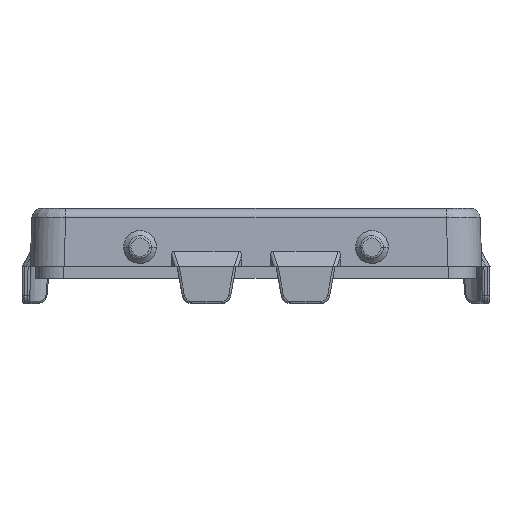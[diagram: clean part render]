
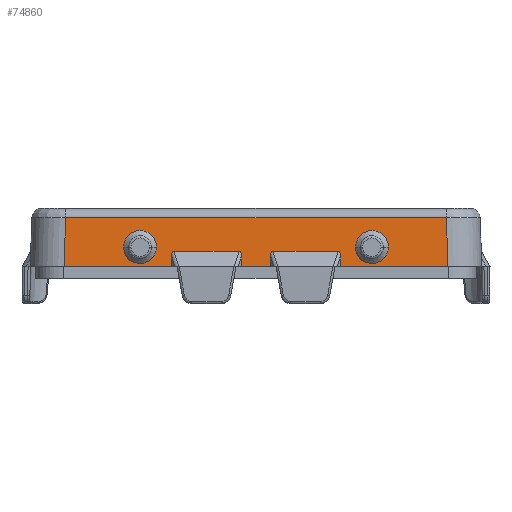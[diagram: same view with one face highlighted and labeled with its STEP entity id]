
A CAD part, front view. The second image highlights one B-rep face of the part: STEP entity #74860.
In plain terms, the highlighted face is planar.
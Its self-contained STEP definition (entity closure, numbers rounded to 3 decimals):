
#1020=CARTESIAN_POINT('',(21.148,-73.151,
-10.07));
#1030=VERTEX_POINT('',#1020);
#5970=CARTESIAN_POINT('',(21.5,-73.503,
0.));
#5980=VERTEX_POINT('',#5970);
#6030=CARTESIAN_POINT('',(21.5,-73.503,0.))
;
#6040=DIRECTION('',(-0.035,0.035,
-0.999));
#6050=VECTOR('',#6040,1.);
#6060=LINE('',#6030,#6050);
#6070=EDGE_CURVE('',#5980,#1030,#6060,.T.);
#11050=CARTESIAN_POINT('',(21.424,-30.749,
-2.183));
#11060=VERTEX_POINT('',#11050);
#11220=CARTESIAN_POINT('',(21.391,-30.233,
-3.134));
#11230=VERTEX_POINT('',#11220);
#11260=CARTESIAN_POINT('',(21.45,-29.825,
-1.431));
#11270=DIRECTION('',(-0.999,0.,0.035));
#11280=DIRECTION('',(-0.033,-0.294,
-0.955));
#11290=AXIS2_PLACEMENT_3D('',#11260,#11270,#11280);
#11300=ELLIPSE('',#11290,1.766,0.8);
#11310=EDGE_CURVE('',#11230,#11060,#11300,.T.);
#17930=CARTESIAN_POINT('',(21.148,5.654,
-10.07));
#17940=VERTEX_POINT('',#17930);
#26040=CARTESIAN_POINT('',(21.5,6.006,0.));
#26050=DIRECTION('',(-0.035,-0.035,
-0.999));
#26060=VECTOR('',#26050,1.);
#26070=LINE('',#26040,#26060);
#26080=CARTESIAN_POINT('',(21.5,6.006,
0.));
#26090=VERTEX_POINT('',#26080);
#26100=EDGE_CURVE('',#26090,#17940,#26070,.T.);
#29420=CARTESIAN_POINT('',(21.148,32.154,
-10.07));
#29430=DIRECTION('',(0.,-1.,0.));
#29440=VECTOR('',#29430,1.);
#29450=LINE('',#29420,#29440);
#29460=EDGE_CURVE('',#17940,#1030,#29450,.T.);
#33420=CARTESIAN_POINT('',(21.5,-51.249,0.));
#33430=DIRECTION('',(0.035,0.,
0.999));
#33440=VECTOR('',#33430,1.);
#33450=LINE('',#33420,#33440);
#33460=CARTESIAN_POINT('',(21.424,-51.249,
-2.183));
#33470=VERTEX_POINT('',#33460);
#33480=CARTESIAN_POINT('',(21.5,-51.249,
0.));
#33490=VERTEX_POINT('',#33480);
#33500=EDGE_CURVE('',#33470,#33490,#33450,.T.);
#36390=CARTESIAN_POINT('',(21.5,-30.749,0.));
#36400=DIRECTION('',(0.035,0.,
0.999));
#36410=VECTOR('',#36400,1.);
#36420=LINE('',#36390,#36410);
#36430=CARTESIAN_POINT('',(21.5,-30.749,
0.));
#36440=VERTEX_POINT('',#36430);
#36450=EDGE_CURVE('',#11060,#36440,#36420,.T.);
#41450=CARTESIAN_POINT('',(21.5,-46.997,
0.));
#41460=DIRECTION('',(0.,-1.,0.));
#41470=VECTOR('',#41460,1.);
#41480=LINE('',#41450,#41470);
#41490=CARTESIAN_POINT('',(21.5,-16.249,
0.));
#41500=VERTEX_POINT('',#41490);
#41510=EDGE_CURVE('',#26090,#41500,#41480,.T.);
#42380=CARTESIAN_POINT('',(21.5,0.,0.));
#42390=DIRECTION('',(0.,-1.,0.));
#42400=VECTOR('',#42390,1.);
#42410=LINE('',#42380,#42400);
#42420=CARTESIAN_POINT('',(21.5,-36.749,
0.));
#42430=VERTEX_POINT('',#42420);
#42440=EDGE_CURVE('',#36440,#42430,#42410,.T.);
#43200=CARTESIAN_POINT('',(21.5,-20.499,
0.));
#43210=DIRECTION('',(0.,1.,0.));
#43220=VECTOR('',#43210,1.);
#43230=LINE('',#43200,#43220);
#43240=EDGE_CURVE('',#5980,#33490,#43230,.T.);
#49230=CARTESIAN_POINT('',(21.424,-36.749,
-2.183));
#49240=VERTEX_POINT('',#49230);
#49280=CARTESIAN_POINT('',(21.5,-36.749,0.));
#49290=DIRECTION('',(0.035,0.,
0.999));
#49300=VECTOR('',#49290,1.);
#49310=LINE('',#49280,#49300);
#49320=EDGE_CURVE('',#49240,#42430,#49310,.T.);
#51550=CARTESIAN_POINT('',(21.424,-16.249,
-2.183));
#51560=VERTEX_POINT('',#51550);
#51600=CARTESIAN_POINT('',(21.5,-16.249,0.));
#51610=DIRECTION('',(0.035,0.,
0.999));
#51620=VECTOR('',#51610,1.);
#51630=LINE('',#51600,#51620);
#51640=EDGE_CURVE('',#51560,#41500,#51630,.T.);
#52900=CARTESIAN_POINT('',(21.391,0.,-3.134));
#52910=DIRECTION('',(0.,1.,0.));
#52920=VECTOR('',#52910,1.);
#52930=LINE('',#52900,#52920);
#52940=CARTESIAN_POINT('',(21.391,-16.765,
-3.134));
#52950=VERTEX_POINT('',#52940);
#52960=EDGE_CURVE('',#11230,#52950,#52930,.T.);
#53870=CARTESIAN_POINT('',(21.45,-17.173,
-1.431));
#53880=DIRECTION('',(-0.999,0.,0.035));
#53890=DIRECTION('',(-0.033,0.294,
-0.955));
#53900=AXIS2_PLACEMENT_3D('',#53870,#53880,#53890);
#53910=ELLIPSE('',#53900,1.766,0.8);
#53920=EDGE_CURVE('',#51560,#52950,#53910,.T.);
#68270=CARTESIAN_POINT('',(21.391,-50.733,
-3.134));
#68280=VERTEX_POINT('',#68270);
#68310=CARTESIAN_POINT('',(21.45,-50.325,
-1.431));
#68320=DIRECTION('',(-0.999,0.,0.035));
#68330=DIRECTION('',(-0.033,-0.294,
-0.955));
#68340=AXIS2_PLACEMENT_3D('',#68310,#68320,#68330);
#68350=ELLIPSE('',#68340,1.766,0.8);
#68360=EDGE_CURVE('',#68280,#33470,#68350,.T.);
#68930=CARTESIAN_POINT('',(21.45,-37.673,
-1.431));
#68940=DIRECTION('',(-0.999,0.,0.035));
#68950=DIRECTION('',(-0.033,0.294,
-0.955));
#68960=AXIS2_PLACEMENT_3D('',#68930,#68940,#68950);
#68970=ELLIPSE('',#68960,1.766,0.8);
#68980=CARTESIAN_POINT('',(21.391,-37.265,
-3.134));
#68990=VERTEX_POINT('',#68980);
#69000=EDGE_CURVE('',#49240,#68990,#68970,.T.);
#74030=CARTESIAN_POINT('',(21.391,0.,-3.134));
#74040=DIRECTION('',(0.,1.,0.));
#74050=VECTOR('',#74040,1.);
#74060=LINE('',#74030,#74050);
#74070=EDGE_CURVE('',#68280,#68990,#74060,.T.);
#74250=CARTESIAN_POINT('',(21.132,-126.17,
-10.548));
#74260=DIRECTION('',(-0.999,0.,0.035));
#74270=DIRECTION('',(-0.035,0.,-0.999));
#74280=AXIS2_PLACEMENT_3D('',#74250,#74260,#74270);
#74290=PLANE('',#74280);
#74300=CARTESIAN_POINT('',(21.36,-57.749,
-4.));
#74310=DIRECTION('',(-0.999,0.,0.035));
#74320=DIRECTION('',(-0.035,0.,
-0.999));
#74330=AXIS2_PLACEMENT_3D('',#74300,#74310,#74320);
#74340=ELLIPSE('',#74330,3.402,3.4);
#74350=CARTESIAN_POINT('',(21.36,-61.149,
-4.));
#74360=VERTEX_POINT('',#74350);
#74370=CARTESIAN_POINT('',(21.36,-54.349,
-4.));
#74380=VERTEX_POINT('',#74370);
#74390=EDGE_CURVE('',#74360,#74380,#74340,.T.);
#74400=ORIENTED_EDGE('',*,*,#74390,.T.);
#74410=CARTESIAN_POINT('',(21.242,-57.749,
-7.4));
#74420=VERTEX_POINT('',#74410);
#74430=EDGE_CURVE('',#74420,#74360,#74340,.T.);
#74440=ORIENTED_EDGE('',*,*,#74430,.T.);
#74450=EDGE_CURVE('',#74380,#74420,#74340,.T.);
#74460=ORIENTED_EDGE('',*,*,#74450,.T.);
#74470=EDGE_LOOP('',(#74460,#74440,#74400));
#74480=FACE_BOUND('',#74470,.T.);
#74490=CARTESIAN_POINT('',(21.36,-9.749,
-4.));
#74500=DIRECTION('',(-0.999,0.,0.035));
#74510=DIRECTION('',(-0.035,0.,
-0.999));
#74520=AXIS2_PLACEMENT_3D('',#74490,#74500,#74510);
#74530=ELLIPSE('',#74520,3.402,3.4);
#74540=CARTESIAN_POINT('',(21.36,-13.149,
-4.));
#74550=VERTEX_POINT('',#74540);
#74560=CARTESIAN_POINT('',(21.36,-6.349,
-4.));
#74570=VERTEX_POINT('',#74560);
#74580=EDGE_CURVE('',#74550,#74570,#74530,.T.);
#74590=ORIENTED_EDGE('',*,*,#74580,.T.);
#74600=CARTESIAN_POINT('',(21.242,-9.749,
-7.4));
#74610=VERTEX_POINT('',#74600);
#74620=EDGE_CURVE('',#74610,#74550,#74530,.T.);
#74630=ORIENTED_EDGE('',*,*,#74620,.T.);
#74640=EDGE_CURVE('',#74570,#74610,#74530,.T.);
#74650=ORIENTED_EDGE('',*,*,#74640,.T.);
#74660=EDGE_LOOP('',(#74650,#74630,#74590));
#74670=FACE_BOUND('',#74660,.T.);
#74680=ORIENTED_EDGE('',*,*,#69000,.T.);
#74690=ORIENTED_EDGE('',*,*,#49320,.F.);
#74700=ORIENTED_EDGE('',*,*,#42440,.T.);
#74710=ORIENTED_EDGE('',*,*,#36450,.T.);
#74720=ORIENTED_EDGE('',*,*,#11310,.T.);
#74730=ORIENTED_EDGE('',*,*,#52960,.F.);
#74740=ORIENTED_EDGE('',*,*,#53920,.T.);
#74750=ORIENTED_EDGE('',*,*,#51640,.F.);
#74760=ORIENTED_EDGE('',*,*,#41510,.T.);
#74770=ORIENTED_EDGE('',*,*,#26100,.F.);
#74780=ORIENTED_EDGE('',*,*,#29460,.F.);
#74790=ORIENTED_EDGE('',*,*,#6070,.T.);
#74800=ORIENTED_EDGE('',*,*,#43240,.F.);
#74810=ORIENTED_EDGE('',*,*,#33500,.T.);
#74820=ORIENTED_EDGE('',*,*,#68360,.T.);
#74830=ORIENTED_EDGE('',*,*,#74070,.F.);
#74840=EDGE_LOOP('',(#74830,#74820,#74810,#74800,#74790,#74780,#74770,
#74760,#74750,#74740,#74730,#74720,#74710,#74700,#74690,#74680));
#74850=FACE_OUTER_BOUND('',#74840,.T.);
#74860=ADVANCED_FACE('',(#74480,#74670,#74850),#74290,.F.);
